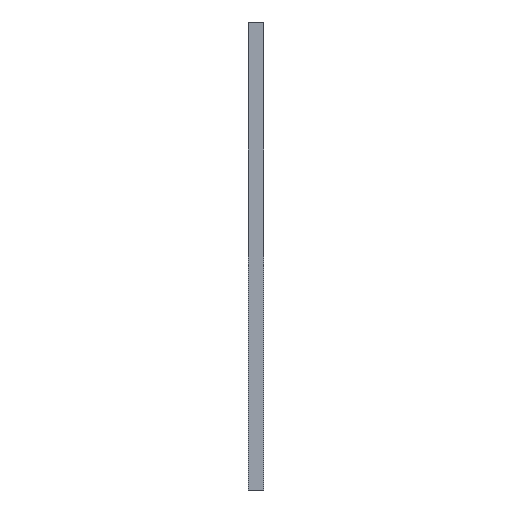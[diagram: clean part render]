
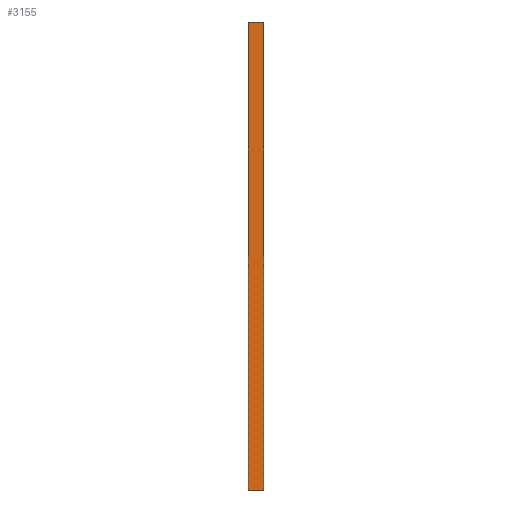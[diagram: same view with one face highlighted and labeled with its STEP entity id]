
A CAD part, left-side view. The second image highlights one B-rep face of the part: STEP entity #3155.
In plain terms, the highlighted planar face has unit normal (-1, 0, 0).
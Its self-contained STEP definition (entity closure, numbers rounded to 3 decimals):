
#1818=CARTESIAN_POINT('',(4.176,-230.801,475.05));
#1819=VERTEX_POINT('',#1818);
#1820=CARTESIAN_POINT('',(4.176,-230.801,565.05));
#1821=VERTEX_POINT('',#1820);
#1822=CARTESIAN_POINT('',(4.176,-230.801,475.05));
#1823=DIRECTION('',(0.,0.,1.));
#1824=VECTOR('',#1823,90.);
#1825=LINE('',#1822,#1824);
#1826=EDGE_CURVE('',#1819,#1821,#1825,.T.);
#2286=CARTESIAN_POINT('',(4.176,-227.801,475.05));
#2287=VERTEX_POINT('',#2286);
#2288=CARTESIAN_POINT('',(4.176,-227.801,565.05));
#2289=VERTEX_POINT('',#2288);
#2290=CARTESIAN_POINT('',(4.176,-227.801,475.05));
#2291=DIRECTION('',(0.,0.,1.));
#2292=VECTOR('',#2291,90.);
#2293=LINE('',#2290,#2292);
#2294=EDGE_CURVE('',#2287,#2289,#2293,.T.);
#3134=CARTESIAN_POINT('',(4.176,-230.801,475.05));
#3135=DIRECTION('',(-1.,0.,0.));
#3136=DIRECTION('',(0.,0.,1.));
#3137=AXIS2_PLACEMENT_3D('',#3134,#3135,#3136);
#3138=PLANE('',#3137);
#3139=ORIENTED_EDGE('',*,*,#2294,.F.);
#3140=CARTESIAN_POINT('',(4.176,-230.801,475.05));
#3141=DIRECTION('',(0.,1.,-0.));
#3142=VECTOR('',#3141,3.);
#3143=LINE('',#3140,#3142);
#3144=EDGE_CURVE('',#1819,#2287,#3143,.T.);
#3145=ORIENTED_EDGE('',*,*,#3144,.F.);
#3146=ORIENTED_EDGE('',*,*,#1826,.T.);
#3147=CARTESIAN_POINT('',(4.176,-230.801,565.05));
#3148=DIRECTION('',(0.,1.,-0.));
#3149=VECTOR('',#3148,3.);
#3150=LINE('',#3147,#3149);
#3151=EDGE_CURVE('',#1821,#2289,#3150,.T.);
#3152=ORIENTED_EDGE('',*,*,#3151,.T.);
#3153=EDGE_LOOP('',(#3139,#3145,#3146,#3152));
#3154=FACE_BOUND('',#3153,.T.);
#3155=ADVANCED_FACE('',(#3154),#3138,.T.);
